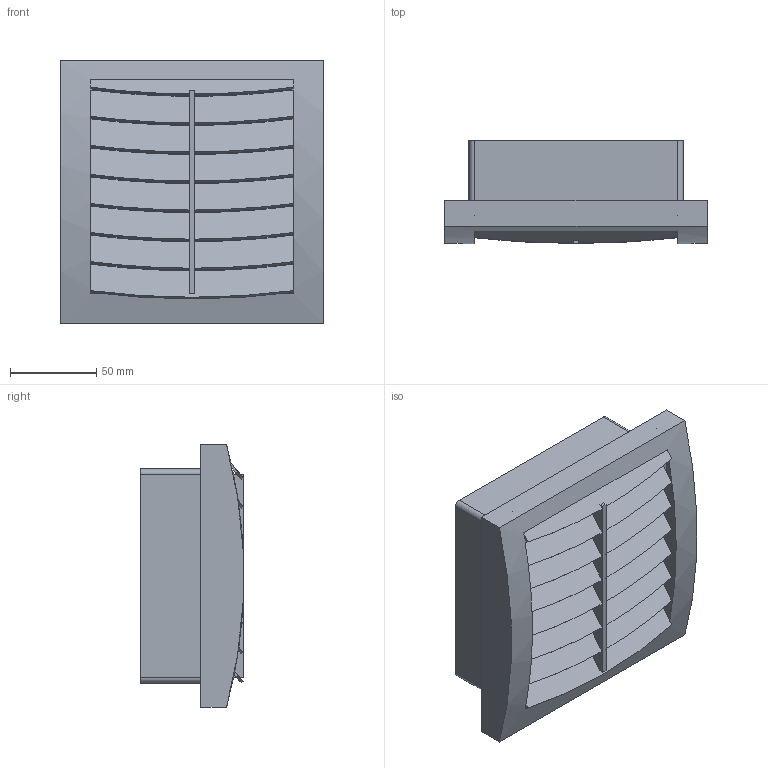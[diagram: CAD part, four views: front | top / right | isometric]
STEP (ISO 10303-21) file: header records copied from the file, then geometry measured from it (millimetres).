
FILE_DESCRIPTION (( 'STEP AP214' ), '1' );
FILE_NAME ('118710-00.STEP', '2019-08-05T12:26:16', ( '' ), ( '' ), 'SwSTEP 2.0', 'SolidWorks 2018', '' );
FILE_SCHEMA (( 'AUTOMOTIVE_DESIGN' ));
Length unit declared in the file: inch
Products named in the file (1): 118710-00
Bounding box: 152 x 60 x 152.01 mm (x, y, z)
Volume: 318922.6 mm3; surface area: 167206.1 mm2
Topology: 1 solids, 1 shells, 341 faces, 1024 edges, 680 vertices
Faces by surface type: plane 193, cylinder 148
Entity records: 11904 total; most frequent: CARTESIAN_POINT 2052, ORIENTED_EDGE 2048, DIRECTION 2006, EDGE_CURVE 1024, VECTOR 722, LINE 722, VERTEX_POINT 680, AXIS2_PLACEMENT_3D 642
